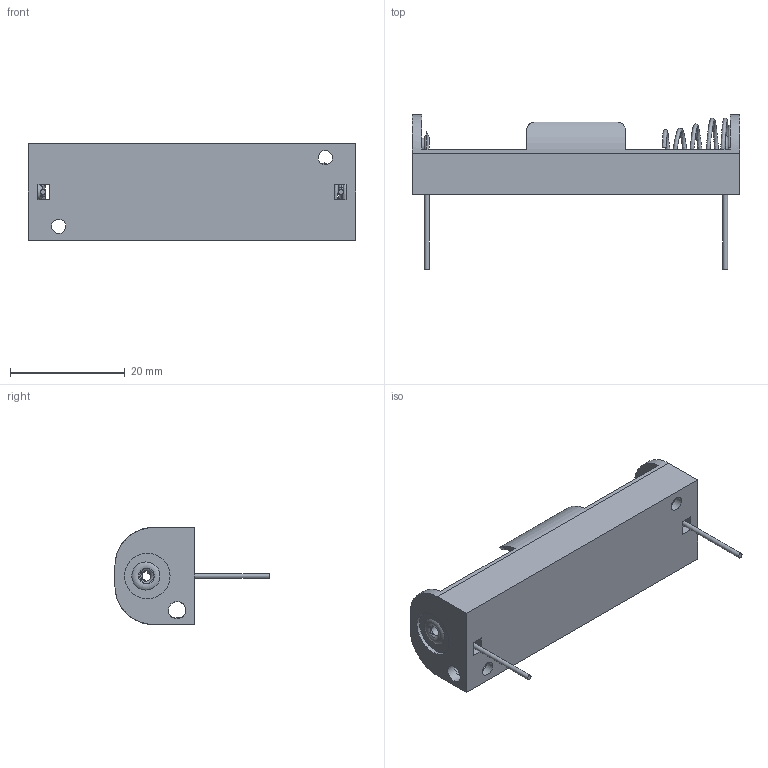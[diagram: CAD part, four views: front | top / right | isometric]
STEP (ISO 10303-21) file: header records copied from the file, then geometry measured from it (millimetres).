
FILE_DESCRIPTION (( 'STEP AP214' ), '1' );
FILE_NAME ('2460.STEP', '2021-12-03T18:41:47', ( '' ), ( '' ), 'SwSTEP 2.0', 'SolidWorks 2013', '' );
FILE_SCHEMA (( 'AUTOMOTIVE_DESIGN' ));
Length unit declared in the file: inch
Products named in the file (1): 2460
Bounding box: 57 x 26.9 x 16.89 mm (x, y, z)
Volume: 2872.1 mm3; surface area: 5362.1 mm2
Topology: 6 solids, 6 shells, 631 faces, 1671 edges, 1109 vertices
Faces by surface type: plane 447, bspline 151, cylinder 25, torus 8
Full cylindrical faces by diameter (mm): 0.864 x2, 1.778 x2, 2.489 x2, 2.667 x4, 3.048 x2, 7.925 x2
Entity records: 37122 total; most frequent: CARTESIAN_POINT 14214, ORIENTED_EDGE 3286, DIRECTION 2365, EDGE_CURVE 1643, LINE 1271, VECTOR 1271, VERTEX_POINT 1106, EDGE_LOOP 733
